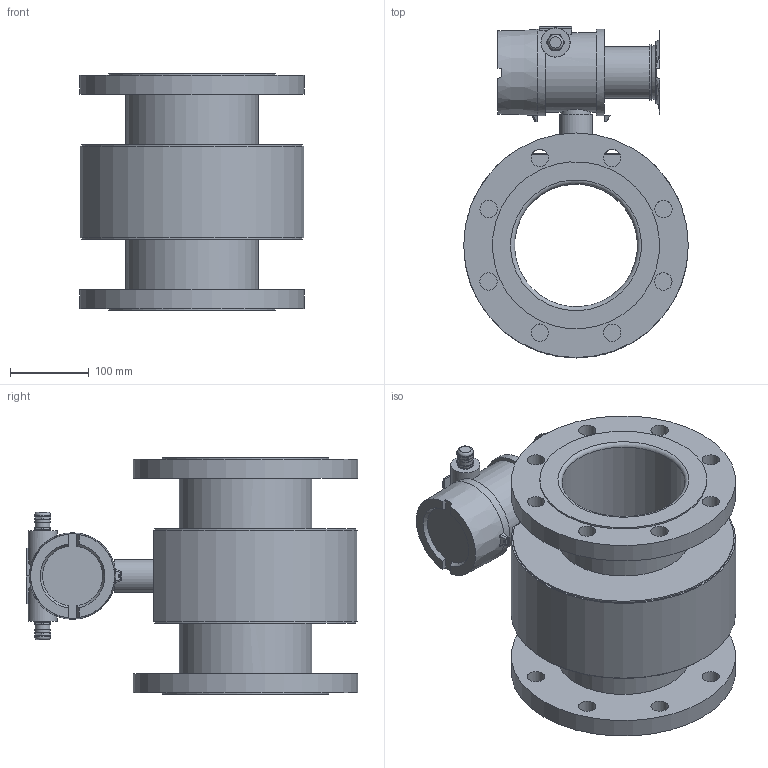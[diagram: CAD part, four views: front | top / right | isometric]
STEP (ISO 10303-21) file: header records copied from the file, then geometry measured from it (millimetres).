
FILE_DESCRIPTION(/* description */ (''),/* implementation_level */ '2;1');
FILE_NAME(/* name */ 'magflux A DN150 kompakt.stp',/* time_stamp */ '2021-11-30T01:07:34+01:00',/* author */ ('g.duesseldorf'),/* organization */ (''),/* preprocessor_version */ 'ST-DEVELOPER v18.1',/* originating_system */ 'Autodesk Inventor 2022',/* authorisation */ '');
FILE_SCHEMA (('CONFIG_CONTROL_DESIGN'));
Length unit declared in the file: millimetre
Products named in the file (1): magflux A DN150 kompakt_Ersatzobjekt_1
Bounding box: 285 x 421 x 300 mm (x, y, z)
Volume: 4885452.6 mm3; surface area: 1361411 mm2
Topology: 7 solids, 8 shells, 321 faces, 757 edges, 480 vertices
Faces by surface type: plane 148, cylinder 97, cone 59, torus 10, bspline 5, sphere 2
Full cylindrical faces by diameter (mm): 3 x2, 5 x2, 17 x4, 18.376 x1, 18.6 x4, 19.8 x4, 20 x1, 22 x16, 37 x2, 37.8 x1, 40.5 x1, 42 x1, 65 x1, 70.25 x1, 78 x1, 100.8 x1, 109.6 x2, 156 x1, 162 x1, 162.3 x1, 168 x2, 168.3 x1, 170 x4, 212 x2, 285 x2
Entity records: 10119 total; most frequent: CARTESIAN_POINT 2312, DIRECTION 1583, ORIENTED_EDGE 1510, EDGE_CURVE 755, AXIS2_PLACEMENT_3D 649, VERTEX_POINT 480, EDGE_LOOP 401, STYLED_ITEM 328
